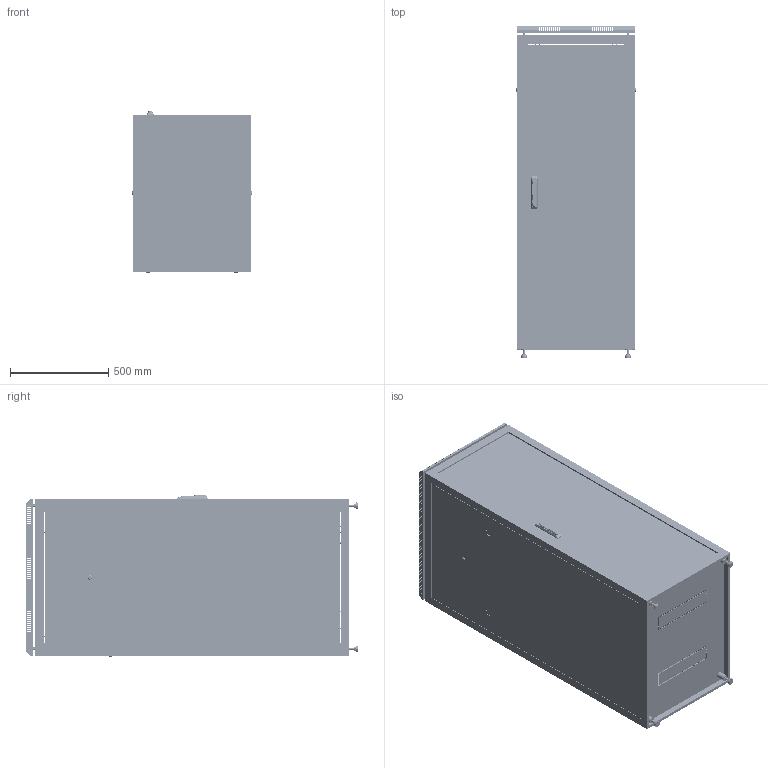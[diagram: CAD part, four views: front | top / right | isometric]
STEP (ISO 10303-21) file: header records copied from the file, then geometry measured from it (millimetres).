
FILE_DESCRIPTION (( 'STEP AP214' ), '1' );
FILE_NAME ('ITK 600x800_33U_DverMe.STEP', '2018-06-08T19:11:03', ( '' ), ( '' ), 'SwSTEP 2.0', 'SolidWorks 2014', '' );
FILE_SCHEMA (( 'AUTOMOTIVE_DESIGN' ));
Length unit declared in the file: millimetre
Products named in the file (22): hex flange bolt_din_DIN 6921 - M6 x 12 x 12-N; Stoika_-03; Êîðïóñ çàìêà 006; Vint (1)_01; Dver_Me_33U; Niz; Profil 19_-03; Gaika; Bok_profil_-01; Krysha; Verh; Panel_Bok_-03; Zad_panel_-03; ﾇ琥韲; Îïîðà LF-80; Kabel-Vvod; DverMe_Sborka_33U; Planka_-01; ﾇ瑟鶴 MESAN 006; ITK 600x800_33U_DverMe; ßçû÷åê (3õ òî÷å÷íîå çàïèðàíèå); 侲膹馯罻
Assembly tree (99 placements, depth 4):
  ITK 600x800_33U_DverMe
    Verh
    Niz
    Stoika_-03  x4
    Profil 19_-03  x4
    Krysha
    Îïîðà LF-80  x4
    Bok_profil_-01  x6
    Vint (1)_01  x31
    Gaika  x32
    Planka_-01  x2
    Kabel-Vvod  x2
    Zad_panel_-03
    Panel_Bok_-03  x2
    DverMe_Sborka_33U
      Dver_Me_33U
      ﾇ瑟鶴 MESAN 006
        Êîðïóñ çàìêà 006
        侲膹馯罻
        ﾇ琥韲
        ßçû÷åê (3õ òî÷å÷íîå çàïèðàíèå)
        hex flange bolt_din_DIN 6921 - M6 x 12 x 12-N
Bounding box: 608 x 1689.55 x 821.5 mm (x, y, z)
Volume: 12365285 mm3; surface area: 17123537.4 mm2
Topology: 98 solids, 98 shells, 13199 faces, 35727 edges, 22609 vertices
Faces by surface type: plane 10422, cylinder 2215, bspline 390, sphere 86, cone 70, torus 16
Entity records: 127344 total; most frequent: CARTESIAN_POINT 22794, ORIENTED_EDGE 22086, DIRECTION 19600, EDGE_CURVE 11043, VECTOR 9850, LINE 9850, VERTEX_POINT 7257, AXIS2_PLACEMENT_3D 4875
